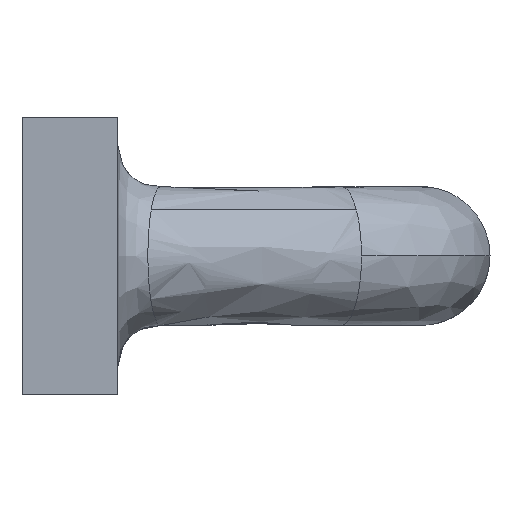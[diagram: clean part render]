
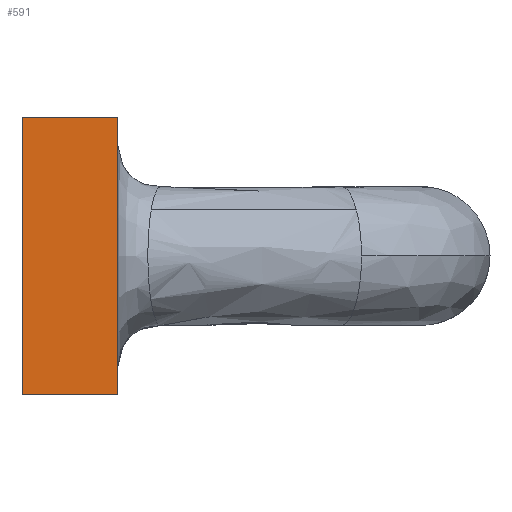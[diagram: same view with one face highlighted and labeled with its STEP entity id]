
A CAD part, left-side view. The second image highlights one B-rep face of the part: STEP entity #591.
In plain terms, the highlighted free-form (B-spline) face has degree [1, 1] with [2, 2] control points.
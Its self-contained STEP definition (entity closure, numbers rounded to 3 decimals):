
#516=CARTESIAN_POINT('',(-9.25,0.0,9.5));
#517=VERTEX_POINT('',#516);
#524=CARTESIAN_POINT('',(-9.25,0.0,-9.5));
#525=VERTEX_POINT('',#524);
#531=CARTESIAN_POINT('',(-9.25,0.0,9.5));
#532=CARTESIAN_POINT('',(-9.25,0.0,-9.5));
#533=QUASI_UNIFORM_CURVE('',1,(#531,#532),.UNSPECIFIED.,.F.,.U.);
#534=EDGE_CURVE('',#517,#525,#533,.T.);
#554=CARTESIAN_POINT('',(-9.25,-6.5,-9.5));
#555=VERTEX_POINT('',#554);
#561=CARTESIAN_POINT('',(-9.25,-6.5,-9.5));
#562=CARTESIAN_POINT('',(-9.25,0.0,-9.5));
#563=QUASI_UNIFORM_CURVE('',1,(#561,#562),.UNSPECIFIED.,.F.,.U.);
#564=EDGE_CURVE('',#555,#525,#563,.T.);
#570=CARTESIAN_POINT('',(-9.25,-6.825,10.449));
#571=CARTESIAN_POINT('',(-9.25,-6.825,-10.449));
#572=CARTESIAN_POINT('',(-9.25,0.325,10.449));
#573=CARTESIAN_POINT('',(-9.25,0.325,-10.449));
#574=B_SPLINE_SURFACE_WITH_KNOTS('',1,1,((#570,#572),(#571,#573)),.UNSPECIFIED.,.F.,.F.,.U.,(2,2),(2,2),(0.0,20.898),(0.0,7.149),.UNSPECIFIED.);
#575=ORIENTED_EDGE('',*,*,#534,.T.);
#576=ORIENTED_EDGE('',*,*,#564,.F.);
#577=CARTESIAN_POINT('',(-9.25,-6.5,9.5));
#578=VERTEX_POINT('',#577);
#579=CARTESIAN_POINT('',(-9.25,-6.5,9.5));
#580=CARTESIAN_POINT('',(-9.25,-6.5,-9.5));
#581=QUASI_UNIFORM_CURVE('',1,(#579,#580),.UNSPECIFIED.,.F.,.U.);
#582=EDGE_CURVE('',#578,#555,#581,.T.);
#583=ORIENTED_EDGE('',*,*,#582,.F.);
#584=CARTESIAN_POINT('',(-9.25,-6.5,9.5));
#585=CARTESIAN_POINT('',(-9.25,0.0,9.5));
#586=QUASI_UNIFORM_CURVE('',1,(#584,#585),.UNSPECIFIED.,.F.,.U.);
#587=EDGE_CURVE('',#578,#517,#586,.T.);
#588=ORIENTED_EDGE('',*,*,#587,.T.);
#589=EDGE_LOOP('',(#575,#576,#583,#588));
#590=FACE_OUTER_BOUND('',#589,.T.);
#591=ADVANCED_FACE('',(#590),#574,.F.);
